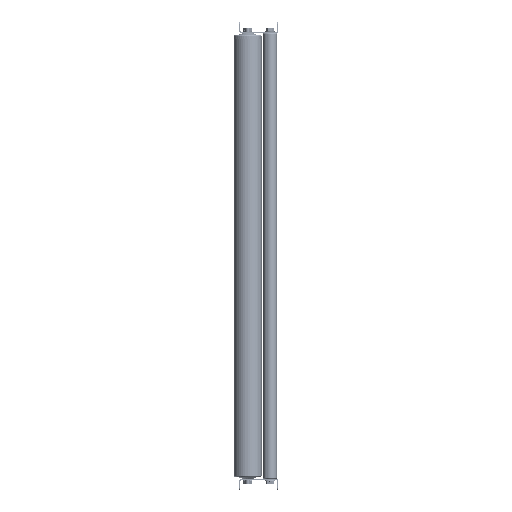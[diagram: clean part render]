
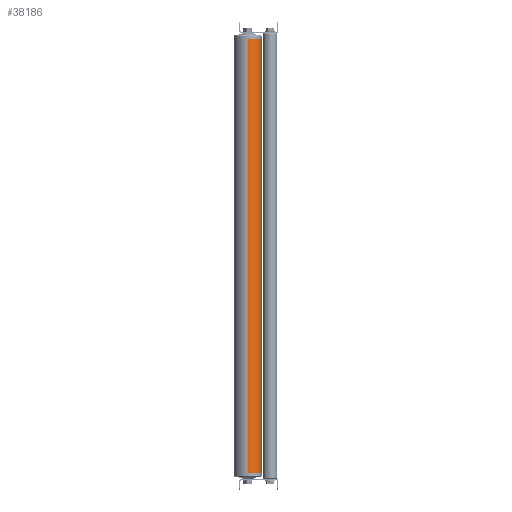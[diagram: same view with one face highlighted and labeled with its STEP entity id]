
A CAD part, left-side view. The second image highlights one B-rep face of the part: STEP entity #38186.
In plain terms, the highlighted cylindrical face has radius 25 mm (diameter 50 mm), a partial arc.
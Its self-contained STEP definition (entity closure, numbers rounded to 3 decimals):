
#1033 = CIRCLE ( 'NONE', #39775, 25. ) ;
#2505 = EDGE_CURVE ( 'NONE', #28320, #13662, #9269, .T. ) ;
#3309 = DIRECTION ( 'NONE',  ( 0., 0., -1. ) ) ;
#5992 = CYLINDRICAL_SURFACE ( 'NONE', #48545, 25. ) ;
#6045 = EDGE_CURVE ( 'NONE', #42909, #28320, #1033, .T. ) ;
#8712 = EDGE_CURVE ( 'NONE', #25744, #13662, #50484, .T. ) ;
#9269 = LINE ( 'NONE', #29229, #47795 ) ;
#9600 = AXIS2_PLACEMENT_3D ( 'NONE', #53175, #18723, #3309 ) ;
#12239 = CARTESIAN_POINT ( 'NONE',  ( 0., 0., 25. ) ) ;
#13331 = VECTOR ( 'NONE', #42409, 1000. ) ;
#13662 = VERTEX_POINT ( 'NONE', #14673 ) ;
#13670 = CARTESIAN_POINT ( 'NONE',  ( 780., 0., 0. ) ) ;
#14673 = CARTESIAN_POINT ( 'NONE',  ( 0., 0., -25. ) ) ;
#17066 = ORIENTED_EDGE ( 'NONE', *, *, #47506, .T. ) ;
#17788 = LINE ( 'NONE', #22388, #13331 ) ;
#18723 = DIRECTION ( 'NONE',  ( 1., 0., 0. ) ) ;
#21406 = FACE_OUTER_BOUND ( 'NONE', #30580, .T. ) ;
#22112 = CARTESIAN_POINT ( 'NONE',  ( 780., 0., -25. ) ) ;
#22388 = CARTESIAN_POINT ( 'NONE',  ( 780., 0., 25. ) ) ;
#25440 = ORIENTED_EDGE ( 'NONE', *, *, #6045, .F. ) ;
#25744 = VERTEX_POINT ( 'NONE', #12239 ) ;
#27511 = DIRECTION ( 'NONE',  ( -1., 0., 0. ) ) ;
#28320 = VERTEX_POINT ( 'NONE', #22112 ) ;
#29229 = CARTESIAN_POINT ( 'NONE',  ( 780., 0., -25. ) ) ;
#30580 = EDGE_LOOP ( 'NONE', ( #42375, #25440, #17066, #51400 ) ) ;
#32712 = CARTESIAN_POINT ( 'NONE',  ( 780., 0., 25. ) ) ;
#36476 = CARTESIAN_POINT ( 'NONE',  ( 780., 0., 0. ) ) ;
#38186 = ADVANCED_FACE ( 'NONE', ( #21406 ), #5992, .T. ) ;
#39775 = AXIS2_PLACEMENT_3D ( 'NONE', #13670, #57669, #53350 ) ;
#40464 = DIRECTION ( 'NONE',  ( -1., 0., 0. ) ) ;
#40782 = DIRECTION ( 'NONE',  ( 0., 0., 1. ) ) ;
#42375 = ORIENTED_EDGE ( 'NONE', *, *, #2505, .F. ) ;
#42409 = DIRECTION ( 'NONE',  ( -1., 0., 0. ) ) ;
#42909 = VERTEX_POINT ( 'NONE', #32712 ) ;
#47506 = EDGE_CURVE ( 'NONE', #42909, #25744, #17788, .T. ) ;
#47795 = VECTOR ( 'NONE', #27511, 1000. ) ;
#48545 = AXIS2_PLACEMENT_3D ( 'NONE', #36476, #40464, #40782 ) ;
#50484 = CIRCLE ( 'NONE', #9600, 25. ) ;
#51400 = ORIENTED_EDGE ( 'NONE', *, *, #8712, .T. ) ;
#53175 = CARTESIAN_POINT ( 'NONE',  ( 0., 0., 0. ) ) ;
#53350 = DIRECTION ( 'NONE',  ( 0., 0., -1. ) ) ;
#57669 = DIRECTION ( 'NONE',  ( 1., 0., 0. ) ) ;
